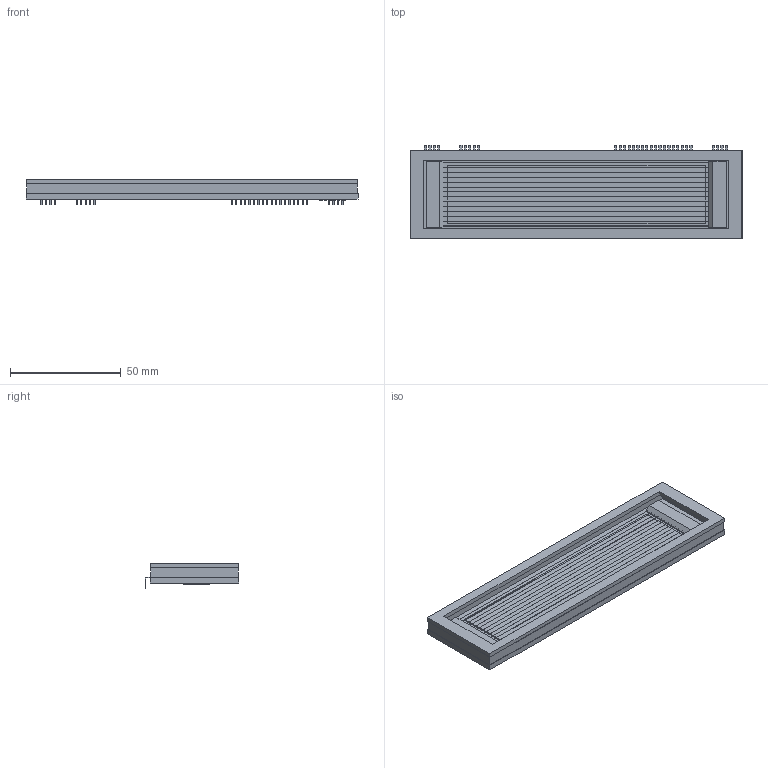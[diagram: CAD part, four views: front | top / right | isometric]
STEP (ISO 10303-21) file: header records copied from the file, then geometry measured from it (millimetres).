
FILE_DESCRIPTION (( 'STEP AP214' ), '1' );
FILE_NAME ('GP1287AI.STEP', '2022-02-04T07:30:24', ( '' ), ( '' ), 'SwSTEP 2.0', 'SolidWorks 2022', '' );
FILE_SCHEMA (( 'AUTOMOTIVE_DESIGN' ));
Length unit declared in the file: millimetre
Products named in the file (1): GP1287AI
Bounding box: 150 x 42.3 x 11.6 mm (x, y, z)
Volume: 25119.2 mm3; surface area: 20518.6 mm2
Topology: 1 solids, 1 shells, 477 faces, 1339 edges, 872 vertices
Faces by surface type: plane 416, cylinder 61
Entity records: 20316 total; most frequent: CARTESIAN_POINT 2857, ORIENTED_EDGE 2678, DIRECTION 2305, EDGE_CURVE 1339, VECTOR 1217, LINE 1217, VERTEX_POINT 872, AXIS2_PLACEMENT_3D 544
